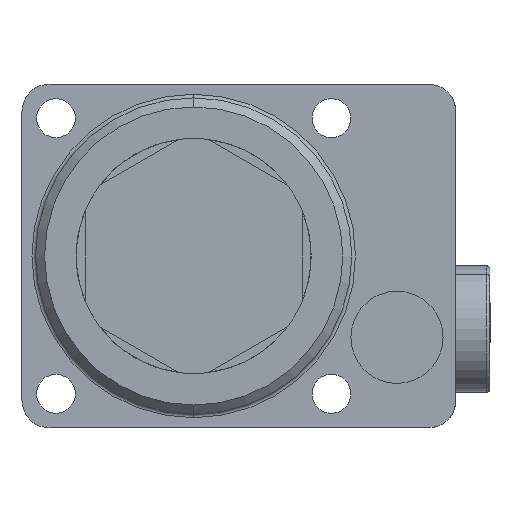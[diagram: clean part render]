
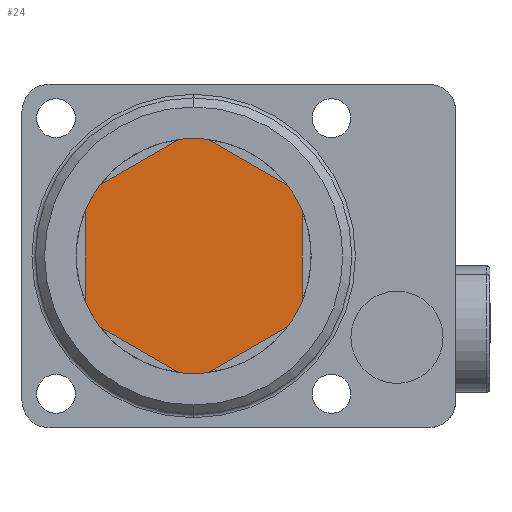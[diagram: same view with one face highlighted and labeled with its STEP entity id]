
A CAD part, front view. The second image highlights one B-rep face of the part: STEP entity #24.
In plain terms, the highlighted planar face has unit normal (0, -1, 0).
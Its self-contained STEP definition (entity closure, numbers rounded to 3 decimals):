
#24 = ADVANCED_FACE ( 'NONE', ( #689 ), #1797, .T. ) ;
#377 = VECTOR ( 'NONE', #2695, 1000. ) ;
#379 = VECTOR ( 'NONE', #2698, 1000. ) ;
#380 = LINE ( 'NONE', #2696, #377 ) ;
#381 = VECTOR ( 'NONE', #2700, 1000. ) ;
#382 = LINE ( 'NONE', #2699, #379 ) ;
#383 = VECTOR ( 'NONE', #2703, 1000. ) ;
#384 = LINE ( 'NONE', #2702, #381 ) ;
#385 = VECTOR ( 'NONE', #2705, 1000. ) ;
#386 = LINE ( 'NONE', #2704, #383 ) ;
#387 = VECTOR ( 'NONE', #2718, 1000. ) ;
#388 = LINE ( 'NONE', #2707, #385 ) ;
#392 = CIRCLE ( 'NONE', #4861, 13. ) ;
#393 = LINE ( 'NONE', #2712, #387 ) ;
#398 = CIRCLE ( 'NONE', #4863, 13. ) ;
#404 = CIRCLE ( 'NONE', #4865, 13. ) ;
#410 = CIRCLE ( 'NONE', #4867, 13. ) ;
#689 = FACE_OUTER_BOUND ( 'NONE', #3100, .T. ) ;
#827 = ORIENTED_EDGE ( 'NONE', *, *, #4939, .T. ) ;
#828 = ORIENTED_EDGE ( 'NONE', *, *, #4953, .T. ) ;
#829 = ORIENTED_EDGE ( 'NONE', *, *, #4934, .T. ) ;
#830 = ORIENTED_EDGE ( 'NONE', *, *, #5323, .T. ) ;
#831 = ORIENTED_EDGE ( 'NONE', *, *, #4954, .T. ) ;
#832 = ORIENTED_EDGE ( 'NONE', *, *, #5335, .T. ) ;
#833 = ORIENTED_EDGE ( 'NONE', *, *, #4955, .T. ) ;
#834 = ORIENTED_EDGE ( 'NONE', *, *, #5331, .T. ) ;
#835 = ORIENTED_EDGE ( 'NONE', *, *, #4956, .T. ) ;
#836 = ORIENTED_EDGE ( 'NONE', *, *, #5327, .T. ) ;
#837 = ORIENTED_EDGE ( 'NONE', *, *, #4950, .T. ) ;
#838 = ORIENTED_EDGE ( 'NONE', *, *, #4957, .T. ) ;
#839 = ORIENTED_EDGE ( 'NONE', *, *, #4945, .T. ) ;
#840 = ORIENTED_EDGE ( 'NONE', *, *, #4958, .T. ) ;
#1641 = DIRECTION ( 'NONE',  ( 0., 0., -1. ) ) ;
#1678 = CARTESIAN_POINT ( 'NONE',  ( 0., -12., 0. ) ) ;
#1767 = DIRECTION ( 'NONE',  ( 0., -1., 0. ) ) ;
#1797 = PLANE ( 'NONE',  #5055 ) ;
#2092 = CIRCLE ( 'NONE', #4699, 13. ) ;
#2098 = CIRCLE ( 'NONE', #4701, 13. ) ;
#2104 = CIRCLE ( 'NONE', #4704, 13. ) ;
#2110 = CIRCLE ( 'NONE', #4706, 13. ) ;
#2695 = DIRECTION ( 'NONE',  ( 0., 0., -1. ) ) ;
#2696 = CARTESIAN_POINT ( 'NONE',  ( -12., -12., 0. ) ) ;
#2698 = DIRECTION ( 'NONE',  ( -0.866, 0., -0.5 ) ) ;
#2699 = CARTESIAN_POINT ( 'NONE',  ( -6., -12., 10.392 ) ) ;
#2700 = DIRECTION ( 'NONE',  ( -0.866, 0., 0.5 ) ) ;
#2702 = CARTESIAN_POINT ( 'NONE',  ( 6., -12., 10.392 ) ) ;
#2703 = DIRECTION ( 'NONE',  ( 0., 0., 1. ) ) ;
#2704 = CARTESIAN_POINT ( 'NONE',  ( 12., -12., 0. ) ) ;
#2705 = DIRECTION ( 'NONE',  ( 0.866, 0., 0.5 ) ) ;
#2707 = CARTESIAN_POINT ( 'NONE',  ( 6., -12., -10.392 ) ) ;
#2712 = CARTESIAN_POINT ( 'NONE',  ( -6., -12., -10.392 ) ) ;
#2714 = DIRECTION ( 'NONE',  ( 0., 0., -1. ) ) ;
#2715 = DIRECTION ( 'NONE',  ( 0., -1., 0. ) ) ;
#2716 = CARTESIAN_POINT ( 'NONE',  ( 0., -12., 0. ) ) ;
#2718 = DIRECTION ( 'NONE',  ( 0.866, 0., -0.5 ) ) ;
#2726 = DIRECTION ( 'NONE',  ( 0., 0., -1. ) ) ;
#2727 = DIRECTION ( 'NONE',  ( 0., -1., 0. ) ) ;
#2728 = CARTESIAN_POINT ( 'NONE',  ( 0., -12., 0. ) ) ;
#2739 = DIRECTION ( 'NONE',  ( 0., 0., -1. ) ) ;
#2740 = DIRECTION ( 'NONE',  ( 0., -1., 0. ) ) ;
#2741 = CARTESIAN_POINT ( 'NONE',  ( 0., -12., 0. ) ) ;
#2752 = DIRECTION ( 'NONE',  ( 0., 0., -1. ) ) ;
#2754 = DIRECTION ( 'NONE',  ( 0., -1., 0. ) ) ;
#2755 = CARTESIAN_POINT ( 'NONE',  ( 0., -12., 0. ) ) ;
#2852 = CARTESIAN_POINT ( 'NONE',  ( -12., -12., -5. ) ) ;
#2853 = CARTESIAN_POINT ( 'NONE',  ( -10.33, -12., -7.892 ) ) ;
#2858 = CARTESIAN_POINT ( 'NONE',  ( -1.67, -12., -12.892 ) ) ;
#2861 = CARTESIAN_POINT ( 'NONE',  ( -12., -12., 5. ) ) ;
#2862 = CARTESIAN_POINT ( 'NONE',  ( -10.33, -12., 7.892 ) ) ;
#2866 = CARTESIAN_POINT ( 'NONE',  ( -1.67, -12., 12.892 ) ) ;
#2915 = CARTESIAN_POINT ( 'NONE',  ( 1.67, -12., -12.892 ) ) ;
#2916 = CARTESIAN_POINT ( 'NONE',  ( 1.67, -12., 12.892 ) ) ;
#2966 = CARTESIAN_POINT ( 'NONE',  ( 0., -12., -13. ) ) ;
#2967 = CARTESIAN_POINT ( 'NONE',  ( 0., -12., 13. ) ) ;
#2971 = CARTESIAN_POINT ( 'NONE',  ( 10.33, -12., 7.892 ) ) ;
#2972 = CARTESIAN_POINT ( 'NONE',  ( 12., -12., 5. ) ) ;
#2975 = CARTESIAN_POINT ( 'NONE',  ( 12., -12., -5. ) ) ;
#2977 = CARTESIAN_POINT ( 'NONE',  ( 10.33, -12., -7.892 ) ) ;
#3100 = EDGE_LOOP ( 'NONE', ( #827, #828, #829, #830, #831, #832, #833, #834, #835, #836, #837, #838, #839, #840 ) ) ;
#3140 = VERTEX_POINT ( 'NONE', #2977 ) ;
#3141 = VERTEX_POINT ( 'NONE', #2975 ) ;
#3144 = VERTEX_POINT ( 'NONE', #2972 ) ;
#3145 = VERTEX_POINT ( 'NONE', #2971 ) ;
#3149 = VERTEX_POINT ( 'NONE', #2967 ) ;
#3150 = VERTEX_POINT ( 'NONE', #2966 ) ;
#3192 = VERTEX_POINT ( 'NONE', #2916 ) ;
#3193 = VERTEX_POINT ( 'NONE', #2915 ) ;
#3245 = VERTEX_POINT ( 'NONE', #2866 ) ;
#3248 = VERTEX_POINT ( 'NONE', #2862 ) ;
#3249 = VERTEX_POINT ( 'NONE', #2861 ) ;
#3252 = VERTEX_POINT ( 'NONE', #2858 ) ;
#3257 = VERTEX_POINT ( 'NONE', #2853 ) ;
#3258 = VERTEX_POINT ( 'NONE', #2852 ) ;
#4479 = DIRECTION ( 'NONE',  ( 0., 0., -1. ) ) ;
#4480 = DIRECTION ( 'NONE',  ( 0., -1., 0. ) ) ;
#4481 = CARTESIAN_POINT ( 'NONE',  ( 0., -12., 0. ) ) ;
#4489 = DIRECTION ( 'NONE',  ( 0., 0., -1. ) ) ;
#4490 = DIRECTION ( 'NONE',  ( 0., -1., 0. ) ) ;
#4491 = CARTESIAN_POINT ( 'NONE',  ( 0., -12., 0. ) ) ;
#4500 = DIRECTION ( 'NONE',  ( 0., 0., -1. ) ) ;
#4501 = DIRECTION ( 'NONE',  ( 0., -1., 0. ) ) ;
#4502 = CARTESIAN_POINT ( 'NONE',  ( 0., -12., 0. ) ) ;
#4511 = DIRECTION ( 'NONE',  ( 0., 0., -1. ) ) ;
#4512 = DIRECTION ( 'NONE',  ( 0., -1., 0. ) ) ;
#4513 = CARTESIAN_POINT ( 'NONE',  ( 0., -12., 0. ) ) ;
#4699 = AXIS2_PLACEMENT_3D ( 'NONE', #4481, #4480, #4479 ) ;
#4701 = AXIS2_PLACEMENT_3D ( 'NONE', #4491, #4490, #4489 ) ;
#4704 = AXIS2_PLACEMENT_3D ( 'NONE', #4502, #4501, #4500 ) ;
#4706 = AXIS2_PLACEMENT_3D ( 'NONE', #4513, #4512, #4511 ) ;
#4861 = AXIS2_PLACEMENT_3D ( 'NONE', #2716, #2715, #2714 ) ;
#4863 = AXIS2_PLACEMENT_3D ( 'NONE', #2728, #2727, #2726 ) ;
#4865 = AXIS2_PLACEMENT_3D ( 'NONE', #2741, #2740, #2739 ) ;
#4867 = AXIS2_PLACEMENT_3D ( 'NONE', #2755, #2754, #2752 ) ;
#4934 = EDGE_CURVE ( 'NONE', #3252, #3150, #410, .T. ) ;
#4939 = EDGE_CURVE ( 'NONE', #3258, #3257, #404, .T. ) ;
#4945 = EDGE_CURVE ( 'NONE', #3248, #3249, #398, .T. ) ;
#4950 = EDGE_CURVE ( 'NONE', #3149, #3245, #392, .T. ) ;
#4953 = EDGE_CURVE ( 'NONE', #3257, #3252, #393, .T. ) ;
#4954 = EDGE_CURVE ( 'NONE', #3193, #3140, #388, .T. ) ;
#4955 = EDGE_CURVE ( 'NONE', #3141, #3144, #386, .T. ) ;
#4956 = EDGE_CURVE ( 'NONE', #3145, #3192, #384, .T. ) ;
#4957 = EDGE_CURVE ( 'NONE', #3245, #3248, #382, .T. ) ;
#4958 = EDGE_CURVE ( 'NONE', #3249, #3258, #380, .T. ) ;
#5055 = AXIS2_PLACEMENT_3D ( 'NONE', #1678, #1767, #1641 ) ;
#5323 = EDGE_CURVE ( 'NONE', #3150, #3193, #2110, .T. ) ;
#5327 = EDGE_CURVE ( 'NONE', #3192, #3149, #2104, .T. ) ;
#5331 = EDGE_CURVE ( 'NONE', #3144, #3145, #2098, .T. ) ;
#5335 = EDGE_CURVE ( 'NONE', #3140, #3141, #2092, .T. ) ;
